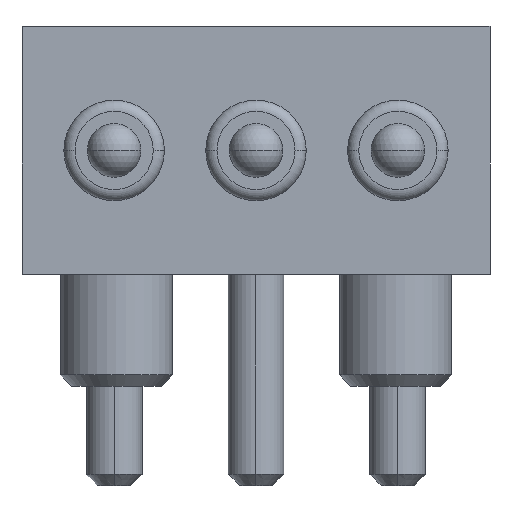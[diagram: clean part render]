
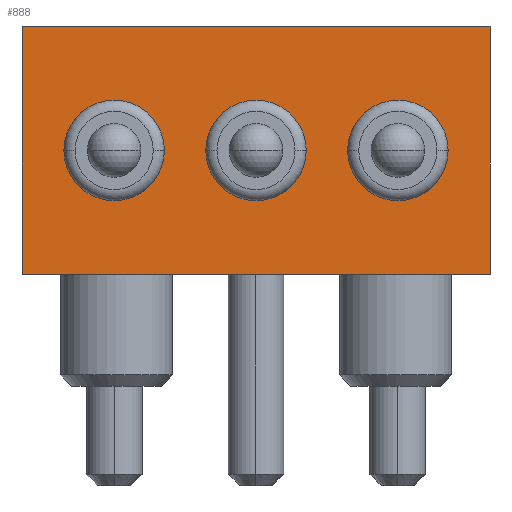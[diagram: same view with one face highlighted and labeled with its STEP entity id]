
A CAD part, front view. The second image highlights one B-rep face of the part: STEP entity #888.
In plain terms, the highlighted planar face has unit normal (0, -1, 0).
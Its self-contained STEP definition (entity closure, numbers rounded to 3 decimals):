
#3 = DIRECTION ( 'NONE',  ( 0., 0., -1. ) ) ;
#68 = VERTEX_POINT ( 'NONE', #331 ) ;
#95 = DIRECTION ( 'NONE',  ( 0., 0., -1. ) ) ;
#109 = DIRECTION ( 'NONE',  ( 0., 0., -1. ) ) ;
#114 = DIRECTION ( 'NONE',  ( 0., 0., 1. ) ) ;
#121 = EDGE_CURVE ( 'NONE', #632, #1210, #488, .T. ) ;
#125 = CARTESIAN_POINT ( 'NONE',  ( -1.27, -2., 1.09 ) ) ;
#170 = VERTEX_POINT ( 'NONE', #273 ) ;
#171 = AXIS2_PLACEMENT_3D ( 'NONE', #672, #663, #932 ) ;
#187 = EDGE_CURVE ( 'NONE', #1009, #68, #1549, .T. ) ;
#241 = DIRECTION ( 'NONE',  ( 1., 0., 0. ) ) ;
#253 = CARTESIAN_POINT ( 'NONE',  ( -2.095, -2., -0.02 ) ) ;
#273 = CARTESIAN_POINT ( 'NONE',  ( 0., -2., 0.64 ) ) ;
#282 = VERTEX_POINT ( 'NONE', #463 ) ;
#321 = DIRECTION ( 'NONE',  ( 0., -1., 0. ) ) ;
#331 = CARTESIAN_POINT ( 'NONE',  ( 2.095, -2., 2.2 ) ) ;
#333 = CIRCLE ( 'NONE', #410, 0.45 ) ;
#367 = CIRCLE ( 'NONE', #1051, 0.45 ) ;
#369 = ORIENTED_EDGE ( 'NONE', *, *, #121, .T. ) ;
#385 = CIRCLE ( 'NONE', #537, 0.45 ) ;
#387 = CARTESIAN_POINT ( 'NONE',  ( 1.27, -2., 1.09 ) ) ;
#397 = VERTEX_POINT ( 'NONE', #435 ) ;
#401 = ORIENTED_EDGE ( 'NONE', *, *, #1114, .F. ) ;
#407 = ORIENTED_EDGE ( 'NONE', *, *, #187, .F. ) ;
#410 = AXIS2_PLACEMENT_3D ( 'NONE', #1572, #321, #1049 ) ;
#435 = CARTESIAN_POINT ( 'NONE',  ( 1.27, -2., 0.64 ) ) ;
#452 = CARTESIAN_POINT ( 'NONE',  ( -1.27, -2., 0.64 ) ) ;
#459 = CARTESIAN_POINT ( 'NONE',  ( 0., -2., 1.09 ) ) ;
#463 = CARTESIAN_POINT ( 'NONE',  ( 1.27, -2., 1.54 ) ) ;
#488 = LINE ( 'NONE', #875, #1212 ) ;
#519 = EDGE_CURVE ( 'NONE', #282, #397, #1409, .T. ) ;
#537 = AXIS2_PLACEMENT_3D ( 'NONE', #387, #765, #1286 ) ;
#554 = FACE_OUTER_BOUND ( 'NONE', #1319, .T. ) ;
#563 = EDGE_CURVE ( 'NONE', #960, #1135, #1139, .T. ) ;
#595 = DIRECTION ( 'NONE',  ( 0., 0., 1. ) ) ;
#614 = CARTESIAN_POINT ( 'NONE',  ( 2.095, -2., -0.02 ) ) ;
#621 = CARTESIAN_POINT ( 'NONE',  ( 2.095, -2., -0.02 ) ) ;
#632 = VERTEX_POINT ( 'NONE', #872 ) ;
#663 = DIRECTION ( 'NONE',  ( 0., -1., 0. ) ) ;
#672 = CARTESIAN_POINT ( 'NONE',  ( -2.095, -2., -0.02 ) ) ;
#676 = EDGE_CURVE ( 'NONE', #1210, #68, #979, .T. ) ;
#689 = PLANE ( 'NONE',  #171 ) ;
#731 = CARTESIAN_POINT ( 'NONE',  ( 1.27, -2., 1.09 ) ) ;
#759 = FACE_BOUND ( 'NONE', #1565, .T. ) ;
#762 = ORIENTED_EDGE ( 'NONE', *, *, #676, .T. ) ;
#765 = DIRECTION ( 'NONE',  ( 0., -1., 0. ) ) ;
#780 = ORIENTED_EDGE ( 'NONE', *, *, #563, .F. ) ;
#788 = DIRECTION ( 'NONE',  ( 1., 0., 0. ) ) ;
#815 = FACE_BOUND ( 'NONE', #1287, .T. ) ;
#831 = ORIENTED_EDGE ( 'NONE', *, *, #1185, .F. ) ;
#834 = EDGE_CURVE ( 'NONE', #397, #282, #385, .T. ) ;
#838 = VECTOR ( 'NONE', #788, 1000. ) ;
#842 = ORIENTED_EDGE ( 'NONE', *, *, #1239, .F. ) ;
#843 = CARTESIAN_POINT ( 'NONE',  ( -1.27, -2., 1.09 ) ) ;
#854 = DIRECTION ( 'NONE',  ( 0., -1., 0. ) ) ;
#872 = CARTESIAN_POINT ( 'NONE',  ( -2.095, -2., -0.02 ) ) ;
#875 = CARTESIAN_POINT ( 'NONE',  ( -2.095, -2., -0.02 ) ) ;
#876 = VERTEX_POINT ( 'NONE', #1523 ) ;
#888 = ADVANCED_FACE ( 'NONE', ( #759, #1202, #815, #554 ), #689, .T. ) ;
#906 = AXIS2_PLACEMENT_3D ( 'NONE', #731, #1360, #95 ) ;
#932 = DIRECTION ( 'NONE',  ( 0., 0., -1. ) ) ;
#956 = DIRECTION ( 'NONE',  ( 0., -1., 0. ) ) ;
#960 = VERTEX_POINT ( 'NONE', #452 ) ;
#961 = EDGE_CURVE ( 'NONE', #170, #876, #333, .T. ) ;
#979 = LINE ( 'NONE', #614, #1641 ) ;
#1009 = VERTEX_POINT ( 'NONE', #1178 ) ;
#1049 = DIRECTION ( 'NONE',  ( 0., 0., -1. ) ) ;
#1051 = AXIS2_PLACEMENT_3D ( 'NONE', #125, #1254, #3 ) ;
#1109 = CIRCLE ( 'NONE', #1488, 0.45 ) ;
#1114 = EDGE_CURVE ( 'NONE', #876, #170, #1109, .T. ) ;
#1135 = VERTEX_POINT ( 'NONE', #1138 ) ;
#1138 = CARTESIAN_POINT ( 'NONE',  ( -1.27, -2., 1.54 ) ) ;
#1139 = CIRCLE ( 'NONE', #1643, 0.45 ) ;
#1178 = CARTESIAN_POINT ( 'NONE',  ( -2.095, -2., 2.2 ) ) ;
#1185 = EDGE_CURVE ( 'NONE', #1135, #960, #367, .T. ) ;
#1202 = FACE_BOUND ( 'NONE', #1594, .T. ) ;
#1210 = VERTEX_POINT ( 'NONE', #621 ) ;
#1212 = VECTOR ( 'NONE', #241, 1000. ) ;
#1239 = EDGE_CURVE ( 'NONE', #632, #1009, #1261, .T. ) ;
#1254 = DIRECTION ( 'NONE',  ( 0., -1., 0. ) ) ;
#1261 = LINE ( 'NONE', #253, #1402 ) ;
#1286 = DIRECTION ( 'NONE',  ( 0., 0., -1. ) ) ;
#1287 = EDGE_LOOP ( 'NONE', ( #1370, #401 ) ) ;
#1298 = ORIENTED_EDGE ( 'NONE', *, *, #519, .F. ) ;
#1319 = EDGE_LOOP ( 'NONE', ( #407, #842, #369, #762 ) ) ;
#1360 = DIRECTION ( 'NONE',  ( 0., -1., 0. ) ) ;
#1370 = ORIENTED_EDGE ( 'NONE', *, *, #961, .F. ) ;
#1402 = VECTOR ( 'NONE', #114, 1000. ) ;
#1409 = CIRCLE ( 'NONE', #906, 0.45 ) ;
#1424 = CARTESIAN_POINT ( 'NONE',  ( -2.095, -2., 2.2 ) ) ;
#1457 = ORIENTED_EDGE ( 'NONE', *, *, #834, .F. ) ;
#1473 = DIRECTION ( 'NONE',  ( 0., 0., -1. ) ) ;
#1488 = AXIS2_PLACEMENT_3D ( 'NONE', #459, #956, #1473 ) ;
#1523 = CARTESIAN_POINT ( 'NONE',  ( 0., -2., 1.54 ) ) ;
#1549 = LINE ( 'NONE', #1424, #838 ) ;
#1565 = EDGE_LOOP ( 'NONE', ( #780, #831 ) ) ;
#1572 = CARTESIAN_POINT ( 'NONE',  ( 0., -2., 1.09 ) ) ;
#1594 = EDGE_LOOP ( 'NONE', ( #1457, #1298 ) ) ;
#1641 = VECTOR ( 'NONE', #595, 1000. ) ;
#1643 = AXIS2_PLACEMENT_3D ( 'NONE', #843, #854, #109 ) ;
